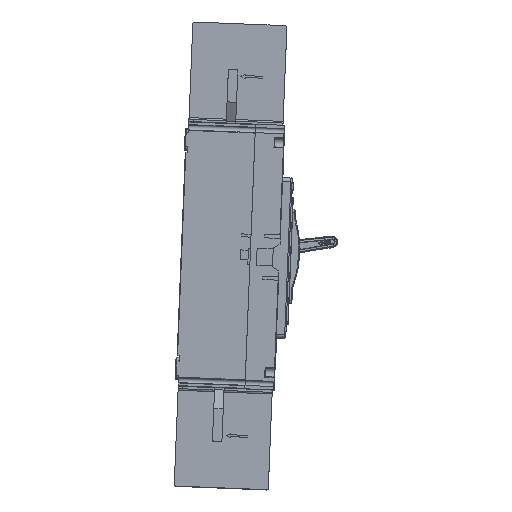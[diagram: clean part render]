
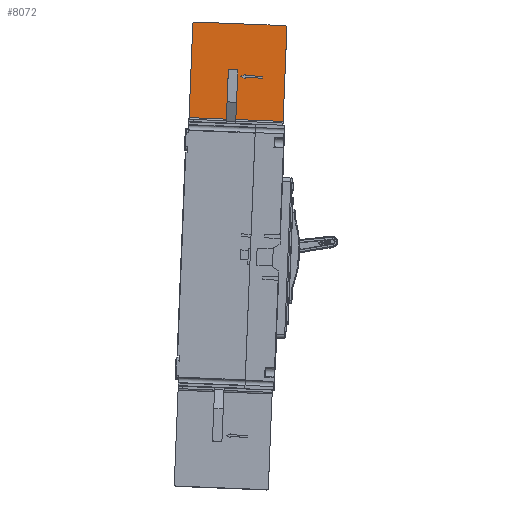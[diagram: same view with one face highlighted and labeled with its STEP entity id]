
A CAD part, left-side view. The second image highlights one B-rep face of the part: STEP entity #8072.
In plain terms, the highlighted planar face has unit normal (-1, 0, 0.003).
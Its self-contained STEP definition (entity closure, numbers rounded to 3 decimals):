
#2963=FACE_BOUND('',#22243,.T.);
#2964=FACE_BOUND('',#22244,.T.);
#5244=CIRCLE('',#96497,2.);
#5245=CIRCLE('',#96498,2.);
#8072=ADVANCED_FACE('',(#2963,#2964),#12905,.F.);
#12905=PLANE('',#96499);
#22243=EDGE_LOOP('',(#33831,#33832,#33833,#33834,#33835,#33836));
#22244=EDGE_LOOP('',(#33837,#33838,#33839,#33840,#33841,#33842,#33843));
#33831=ORIENTED_EDGE('',*,*,#65133,.T.);
#33832=ORIENTED_EDGE('',*,*,#65134,.F.);
#33833=ORIENTED_EDGE('',*,*,#65135,.T.);
#33834=ORIENTED_EDGE('',*,*,#65136,.T.);
#33835=ORIENTED_EDGE('',*,*,#65137,.F.);
#33836=ORIENTED_EDGE('',*,*,#65138,.F.);
#33837=ORIENTED_EDGE('',*,*,#65139,.F.);
#33838=ORIENTED_EDGE('',*,*,#65140,.F.);
#33839=ORIENTED_EDGE('',*,*,#65141,.F.);
#33840=ORIENTED_EDGE('',*,*,#65142,.F.);
#33841=ORIENTED_EDGE('',*,*,#65143,.F.);
#33842=ORIENTED_EDGE('',*,*,#65144,.F.);
#33843=ORIENTED_EDGE('',*,*,#65145,.F.);
#55205=VERTEX_POINT('',#136443);
#55206=VERTEX_POINT('',#136444);
#55207=VERTEX_POINT('',#136446);
#55208=VERTEX_POINT('',#136448);
#55209=VERTEX_POINT('',#136450);
#55210=VERTEX_POINT('',#136452);
#55211=VERTEX_POINT('',#136455);
#55212=VERTEX_POINT('',#136456);
#55213=VERTEX_POINT('',#136458);
#55214=VERTEX_POINT('',#136460);
#55215=VERTEX_POINT('',#136462);
#55216=VERTEX_POINT('',#136464);
#55217=VERTEX_POINT('',#136466);
#65133=EDGE_CURVE('',#55205,#55206,#77399,.T.);
#65134=EDGE_CURVE('',#55207,#55206,#5244,.T.);
#65135=EDGE_CURVE('',#55207,#55208,#77400,.T.);
#65136=EDGE_CURVE('',#55208,#55209,#77401,.T.);
#65137=EDGE_CURVE('',#55210,#55209,#77402,.T.);
#65138=EDGE_CURVE('',#55205,#55210,#5245,.T.);
#65139=EDGE_CURVE('',#55211,#55212,#77403,.T.);
#65140=EDGE_CURVE('',#55213,#55211,#77404,.T.);
#65141=EDGE_CURVE('',#55214,#55213,#77405,.T.);
#65142=EDGE_CURVE('',#55215,#55214,#77406,.T.);
#65143=EDGE_CURVE('',#55216,#55215,#77407,.T.);
#65144=EDGE_CURVE('',#55217,#55216,#77408,.T.);
#65145=EDGE_CURVE('',#55212,#55217,#77409,.T.);
#77399=LINE('',#136442,#87137);
#77400=LINE('',#136447,#87138);
#77401=LINE('',#136449,#87139);
#77402=LINE('',#136451,#87140);
#77403=LINE('',#136454,#87141);
#77404=LINE('',#136457,#87142);
#77405=LINE('',#136459,#87143);
#77406=LINE('',#136461,#87144);
#77407=LINE('',#136463,#87145);
#77408=LINE('',#136465,#87146);
#77409=LINE('',#136467,#87147);
#87137=VECTOR('',#108647,1.);
#87138=VECTOR('',#108650,1.);
#87139=VECTOR('',#108651,1.);
#87140=VECTOR('',#108652,1.);
#87141=VECTOR('',#108655,1.);
#87142=VECTOR('',#108656,1.);
#87143=VECTOR('',#108657,1.);
#87144=VECTOR('',#108658,1.);
#87145=VECTOR('',#108659,1.);
#87146=VECTOR('',#108660,1.);
#87147=VECTOR('',#108661,1.);
#96497=AXIS2_PLACEMENT_3D('',#136445,#108648,#108649);
#96498=AXIS2_PLACEMENT_3D('',#136453,#108653,#108654);
#96499=AXIS2_PLACEMENT_3D('',#136468,#108662,#108663);
#108647=DIRECTION('',(0.,0.999,0.04));
#108648=DIRECTION('',(1.,0.,-0.002));
#108649=DIRECTION('',(0.,0.999,0.04));
#108650=DIRECTION('',(-0.002,0.04,-0.999));
#108651=DIRECTION('',(0.,-0.999,-0.04));
#108652=DIRECTION('',(-0.002,0.04,-0.999));
#108653=DIRECTION('',(1.,0.,-0.002));
#108654=DIRECTION('',(0.002,-0.04,0.999));
#108655=DIRECTION('',(0.002,-0.04,0.999));
#108656=DIRECTION('',(0.,0.999,0.04));
#108657=DIRECTION('',(0.002,-0.04,0.999));
#108658=DIRECTION('',(0.,-0.999,-0.04));
#108659=DIRECTION('',(0.002,-0.04,0.999));
#108660=DIRECTION('',(-0.001,-0.876,-0.483));
#108661=DIRECTION('',(-0.001,0.912,-0.411));
#108662=DIRECTION('',(1.,0.,-0.002));
#108663=DIRECTION('',(0.002,-0.04,0.999));
#136442=CARTESIAN_POINT('',(309.458,-62.193,222.331));
#136443=CARTESIAN_POINT('',(309.458,-63.692,222.271));
#136444=CARTESIAN_POINT('',(309.468,31.73,226.116));
#136445=CARTESIAN_POINT('',(309.463,31.811,224.118));
#136446=CARTESIAN_POINT('',(309.463,33.809,224.199));
#136447=CARTESIAN_POINT('',(309.463,33.809,224.199));
#136448=CARTESIAN_POINT('',(309.218,37.807,125.011));
#136449=CARTESIAN_POINT('',(309.218,38.307,125.032));
#136450=CARTESIAN_POINT('',(309.208,-61.612,121.005));
#136451=CARTESIAN_POINT('',(309.453,-65.61,220.192));
#136452=CARTESIAN_POINT('',(309.453,-65.61,220.192));
#136453=CARTESIAN_POINT('',(309.453,-63.612,220.272));
#136454=CARTESIAN_POINT('',(309.328,-21.53,169.426));
#136455=CARTESIAN_POINT('',(309.328,-21.53,169.426));
#136456=CARTESIAN_POINT('',(309.331,-21.58,170.675));
#136457=CARTESIAN_POINT('',(309.326,-39.515,168.701));
#136458=CARTESIAN_POINT('',(309.326,-39.515,168.701));
#136459=CARTESIAN_POINT('',(309.321,-39.435,166.703));
#136460=CARTESIAN_POINT('',(309.321,-39.435,166.703));
#136461=CARTESIAN_POINT('',(309.323,-21.449,167.427));
#136462=CARTESIAN_POINT('',(309.323,-21.449,167.427));
#136463=CARTESIAN_POINT('',(309.32,-21.399,166.178));
#136464=CARTESIAN_POINT('',(309.32,-21.399,166.178));
#136465=CARTESIAN_POINT('',(309.326,-16.993,168.608));
#136466=CARTESIAN_POINT('',(309.326,-16.993,168.608));
#136467=CARTESIAN_POINT('',(309.331,-21.58,170.675));
#136468=CARTESIAN_POINT('',(309.335,-17.154,172.605));
